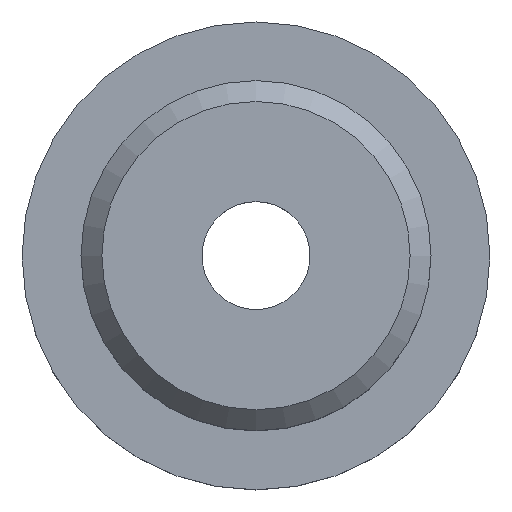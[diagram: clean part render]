
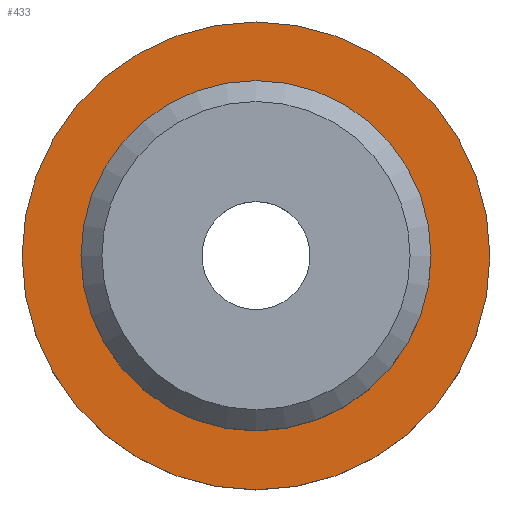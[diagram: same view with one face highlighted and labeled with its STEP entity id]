
A CAD part, top view. The second image highlights one B-rep face of the part: STEP entity #433.
In plain terms, the highlighted planar face has unit normal (0, 0, 1).
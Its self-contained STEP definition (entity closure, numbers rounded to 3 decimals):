
#67=PLANE('',#497);
#119=ORIENTED_EDGE('',*,*,#188,.F.);
#120=ORIENTED_EDGE('',*,*,#204,.T.);
#188=EDGE_CURVE('',#238,#238,#276,.T.);
#204=EDGE_CURVE('',#254,#254,#292,.T.);
#238=VERTEX_POINT('',#665);
#254=VERTEX_POINT('',#712);
#276=CIRCLE('',#465,4.864);
#292=CIRCLE('',#496,6.5);
#333=EDGE_LOOP('',(#119));
#334=EDGE_LOOP('',(#120));
#387=FACE_BOUND('',#333,.T.);
#388=FACE_BOUND('',#334,.T.);
#433=ADVANCED_FACE('',(#387,#388),#67,.F.);
#465=AXIS2_PLACEMENT_3D('',#664,#528,#529);
#496=AXIS2_PLACEMENT_3D('',#711,#590,#591);
#497=AXIS2_PLACEMENT_3D('',#713,#592,#593);
#528=DIRECTION('',(0.,0.,1.));
#529=DIRECTION('',(1.,0.,0.));
#590=DIRECTION('',(0.,0.,1.));
#591=DIRECTION('',(1.,0.,0.));
#592=DIRECTION('',(0.,0.,-1.));
#593=DIRECTION('',(-1.,0.,0.));
#664=CARTESIAN_POINT('',(0.,0.,0.));
#665=CARTESIAN_POINT('',(4.864,0.,0.));
#711=CARTESIAN_POINT('',(0.,0.,0.));
#712=CARTESIAN_POINT('',(6.5,0.,0.));
#713=CARTESIAN_POINT('',(6.5,0.,0.));
